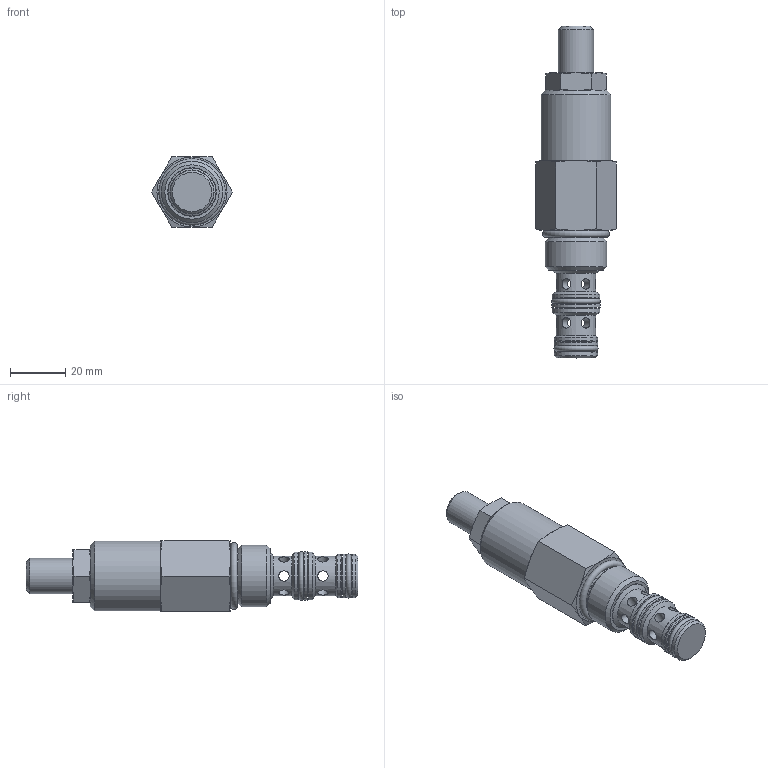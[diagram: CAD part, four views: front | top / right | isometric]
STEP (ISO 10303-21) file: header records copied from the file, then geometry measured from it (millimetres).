
FILE_DESCRIPTION((''),'2;1');
FILE_NAME('dfra-100-3-n-s_10134-42_RD.stp','2012-06-26T13:29:28',('mmartin'),(''),'Autodesk Inventor 2010','Autodesk Inventor 2010','');
FILE_SCHEMA(('AUTOMOTIVE_DESIGN { 1 0 10303 214 1 1 1 1 }'));
Length unit declared in the file: inch
Products named in the file (1): 10134-42_Shrinkwrap
Bounding box: 29.33 x 120.23 x 25.4 mm (x, y, z)
Volume: 41383.8 mm3; surface area: 10826.7 mm2
Topology: 1 solids, 2 shells, 126 faces, 295 edges, 169 vertices
Faces by surface type: cone 41, plane 34, cylinder 34, torus 11, bspline 6
Full cylindrical faces by diameter (mm): 3.747 x12, 6.35 x1, 12.7 x2, 13.31 x3, 14.275 x2, 14.884 x3, 15.799 x2, 15.875 x1, 17.374 x3, 17.463 x1, 19.634 x2, 22.225 x1, 25.4 x1
Entity records: 3618 total; most frequent: CARTESIAN_POINT 1193, DIRECTION 486, ORIENTED_EDGE 400, AXIS2_PLACEMENT_3D 225, EDGE_LOOP 214, EDGE_CURVE 200, VERTEX_POINT 144, FACE_OUTER_BOUND 126
